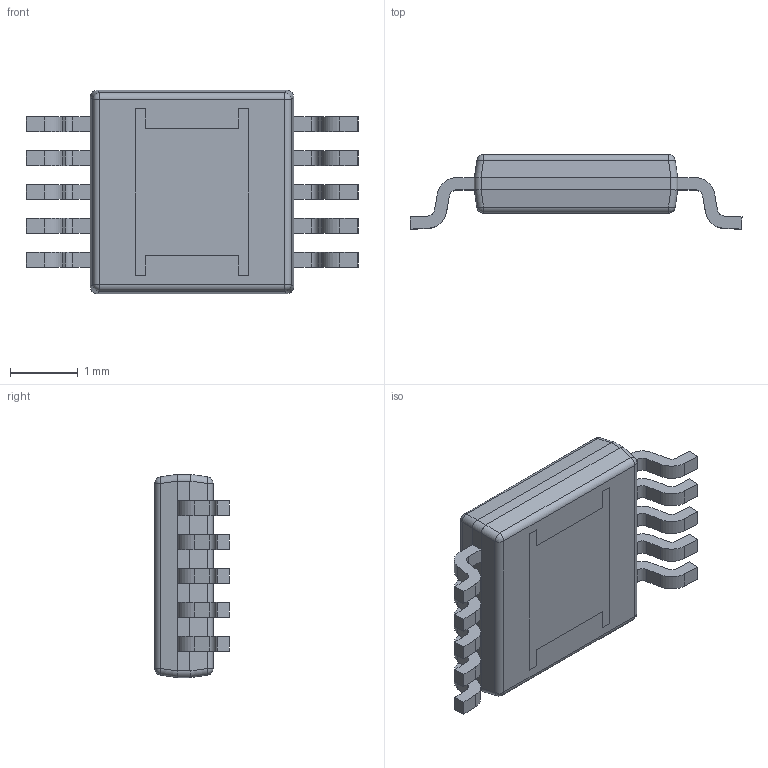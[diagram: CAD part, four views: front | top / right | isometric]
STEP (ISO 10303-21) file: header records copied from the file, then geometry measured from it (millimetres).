
FILE_DESCRIPTION (( 'STEP AP214' ), '1' );
FILE_NAME ('LTC3588EMSE-1#PBF.STEP', '2023-12-07T19:07:20', ( '' ), ( '' ), 'SwSTEP 2.0', 'SolidWorks 2021', '' );
FILE_SCHEMA (( 'AUTOMOTIVE_DESIGN' ));
Length unit declared in the file: millimetre
Products named in the file (1): LTC3588EMSE-1#PBF
Bounding box: 4.9 x 1.1 x 3 mm (x, y, z)
Volume: 8 mm3; surface area: 46.1 mm2
Topology: 12 solids, 12 shells, 212 faces, 534 edges, 348 vertices
Faces by surface type: plane 142, cylinder 62, sphere 8
Entity records: 6427 total; most frequent: CARTESIAN_POINT 1167, ORIENTED_EDGE 1068, DIRECTION 1044, EDGE_CURVE 534, LINE 402, VECTOR 402, VERTEX_POINT 348, AXIS2_PLACEMENT_3D 321
